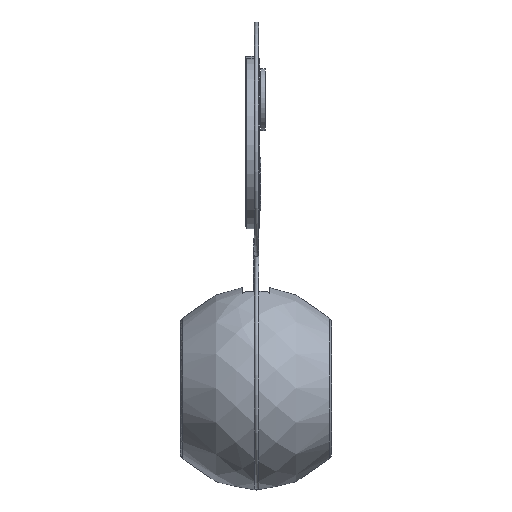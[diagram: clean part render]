
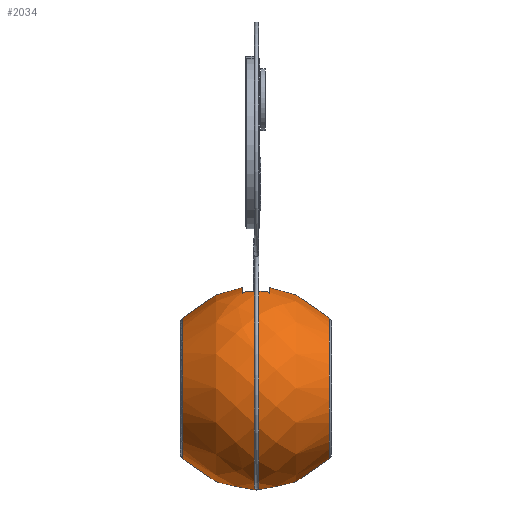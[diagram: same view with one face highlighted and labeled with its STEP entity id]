
A CAD part, top view. The second image highlights one B-rep face of the part: STEP entity #2034.
In plain terms, the highlighted free-form (B-spline) face has degree [2, 2] with [5, 9] control points.
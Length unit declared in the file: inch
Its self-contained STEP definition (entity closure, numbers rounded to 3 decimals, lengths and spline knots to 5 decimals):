
#14=(
BOUNDED_SURFACE()
B_SPLINE_SURFACE(2,2,((#3910,#3911,#3912,#3913,#3914,#3915,#3916,#3917,
#3918),(#3919,#3920,#3921,#3922,#3923,#3924,#3925,#3926,#3927),(#3928,#3929,
#3930,#3931,#3932,#3933,#3934,#3935,#3936),(#3937,#3938,#3939,#3940,#3941,
#3942,#3943,#3944,#3945),(#3946,#3947,#3948,#3949,#3950,#3951,#3952,#3953,
#3954)),.UNSPECIFIED.,.F.,.T.,.F.)
B_SPLINE_SURFACE_WITH_KNOTS((3,2,3),(3,2,2,2,3),(-0.80857,0.,
0.80857),(0.,1.5708,3.14159,4.71239,
6.28319),.UNSPECIFIED.)
GEOMETRIC_REPRESENTATION_ITEM()
RATIONAL_B_SPLINE_SURFACE(((1.,0.707,1.,0.707,1.,
0.707,1.,0.707,1.),(0.919,0.65,
0.919,0.65,0.919,0.65,
0.919,0.65,0.919),(1.,0.707,
1.,0.707,1.,0.707,1.,0.707,1.),(0.919,
0.65,0.919,0.65,0.919,
0.65,0.919,0.65,0.919),
(1.,0.707,1.,0.707,1.,0.707,1.,0.707,
1.)))
REPRESENTATION_ITEM('')
SURFACE()
);
#80=ELLIPSE('',#2424,2.3555,2.35251);
#112=B_SPLINE_CURVE_WITH_KNOTS('',3,(#3960,#3961,#3962,#3963),
 .UNSPECIFIED.,.F.,.F.,(4,4),(0.05056,1.68506),
 .UNSPECIFIED.);
#113=B_SPLINE_CURVE_WITH_KNOTS('',3,(#3965,#3966,#3967,#3968,#3969,#3970),
 .UNSPECIFIED.,.F.,.F.,(4,2,4),(0.0525,1.86209,3.67168),
 .UNSPECIFIED.);
#114=B_SPLINE_CURVE_WITH_KNOTS('',3,(#3972,#3973,#3974,#3975),
 .UNSPECIFIED.,.F.,.F.,(4,4),(0.05056,1.68506),
 .UNSPECIFIED.);
#115=B_SPLINE_CURVE_WITH_KNOTS('',3,(#3976,#3977,#3978,#3979,#3980,#3981),
 .UNSPECIFIED.,.F.,.F.,(4,2,4),(0.0525,1.86209,3.67168),
 .UNSPECIFIED.);
#186=FACE_BOUND('',#465,.T.);
#331=FACE_OUTER_BOUND('',#464,.T.);
#464=EDGE_LOOP('',(#1730,#1731,#1732,#1733));
#465=EDGE_LOOP('',(#1734,#1735,#1736,#1737));
#819=CIRCLE('',#2420,1.62656);
#823=CIRCLE('',#2425,1.62656);
#995=VERTEX_POINT('',#3903);
#998=VERTEX_POINT('',#3955);
#999=VERTEX_POINT('',#3958);
#1000=VERTEX_POINT('',#3959);
#1001=VERTEX_POINT('',#3964);
#1002=VERTEX_POINT('',#3971);
#1252=EDGE_CURVE('',#995,#995,#819,.T.);
#1256=EDGE_CURVE('',#998,#995,#80,.T.);
#1257=EDGE_CURVE('',#998,#998,#823,.T.);
#1258=EDGE_CURVE('',#999,#1000,#112,.T.);
#1259=EDGE_CURVE('',#1001,#999,#113,.T.);
#1260=EDGE_CURVE('',#1002,#1001,#114,.T.);
#1261=EDGE_CURVE('',#1000,#1002,#115,.T.);
#1730=ORIENTED_EDGE('',*,*,#1256,.F.);
#1731=ORIENTED_EDGE('',*,*,#1257,.T.);
#1732=ORIENTED_EDGE('',*,*,#1256,.T.);
#1733=ORIENTED_EDGE('',*,*,#1252,.F.);
#1734=ORIENTED_EDGE('',*,*,#1258,.F.);
#1735=ORIENTED_EDGE('',*,*,#1259,.F.);
#1736=ORIENTED_EDGE('',*,*,#1260,.F.);
#1737=ORIENTED_EDGE('',*,*,#1261,.F.);
#2034=ADVANCED_FACE('',(#331,#186),#14,.F.);
#2420=AXIS2_PLACEMENT_3D('',#3904,#2977,#2978);
#2424=AXIS2_PLACEMENT_3D('',#3956,#2985,#2986);
#2425=AXIS2_PLACEMENT_3D('',#3957,#2987,#2988);
#2977=DIRECTION('center_axis',(-1.,0.,0.));
#2978=DIRECTION('ref_axis',(0.,0.,1.));
#2985=DIRECTION('center_axis',(0.,1.,0.));
#2986=DIRECTION('ref_axis',(0.,0.,-1.));
#2987=DIRECTION('center_axis',(-1.,0.,0.));
#2988=DIRECTION('ref_axis',(0.,0.,1.));
#3903=CARTESIAN_POINT('',(-1.70156,0.,-1.62656));
#3904=CARTESIAN_POINT('Origin',(-1.70156,0.,0.));
#3910=CARTESIAN_POINT('Ctrl Pts',(1.70156,0.,-1.62656));
#3911=CARTESIAN_POINT('Ctrl Pts',(1.70156,-1.62656,-1.62656));
#3912=CARTESIAN_POINT('Ctrl Pts',(1.70156,-1.62656,0.));
#3913=CARTESIAN_POINT('Ctrl Pts',(1.70156,-1.62656,1.62656));
#3914=CARTESIAN_POINT('Ctrl Pts',(1.70156,0.,1.62656));
#3915=CARTESIAN_POINT('Ctrl Pts',(1.70156,1.62656,1.62656));
#3916=CARTESIAN_POINT('Ctrl Pts',(1.70156,1.62656,0.));
#3917=CARTESIAN_POINT('Ctrl Pts',(1.70156,1.62656,-1.62656));
#3918=CARTESIAN_POINT('Ctrl Pts',(1.70156,0.,-1.62656));
#3919=CARTESIAN_POINT('Ctrl Pts',(1.00652,0.,-2.3555));
#3920=CARTESIAN_POINT('Ctrl Pts',(1.00652,-2.3555,-2.3555));
#3921=CARTESIAN_POINT('Ctrl Pts',(1.00652,-2.3555,0.));
#3922=CARTESIAN_POINT('Ctrl Pts',(1.00652,-2.3555,2.3555));
#3923=CARTESIAN_POINT('Ctrl Pts',(1.00652,0.,2.3555));
#3924=CARTESIAN_POINT('Ctrl Pts',(1.00652,2.3555,2.3555));
#3925=CARTESIAN_POINT('Ctrl Pts',(1.00652,2.3555,0.));
#3926=CARTESIAN_POINT('Ctrl Pts',(1.00652,2.3555,-2.3555));
#3927=CARTESIAN_POINT('Ctrl Pts',(1.00652,0.,-2.3555));
#3928=CARTESIAN_POINT('Ctrl Pts',(0.,0.,-2.3555));
#3929=CARTESIAN_POINT('Ctrl Pts',(0.,-2.3555,-2.3555));
#3930=CARTESIAN_POINT('Ctrl Pts',(0.,-2.3555,0.));
#3931=CARTESIAN_POINT('Ctrl Pts',(0.,-2.3555,2.3555));
#3932=CARTESIAN_POINT('Ctrl Pts',(0.,0.,2.3555));
#3933=CARTESIAN_POINT('Ctrl Pts',(0.,2.3555,2.3555));
#3934=CARTESIAN_POINT('Ctrl Pts',(0.,2.3555,0.));
#3935=CARTESIAN_POINT('Ctrl Pts',(0.,2.3555,-2.3555));
#3936=CARTESIAN_POINT('Ctrl Pts',(0.,0.,-2.3555));
#3937=CARTESIAN_POINT('Ctrl Pts',(-1.00652,0.,-2.3555));
#3938=CARTESIAN_POINT('Ctrl Pts',(-1.00652,-2.3555,-2.3555));
#3939=CARTESIAN_POINT('Ctrl Pts',(-1.00652,-2.3555,0.));
#3940=CARTESIAN_POINT('Ctrl Pts',(-1.00652,-2.3555,2.3555));
#3941=CARTESIAN_POINT('Ctrl Pts',(-1.00652,0.,2.3555));
#3942=CARTESIAN_POINT('Ctrl Pts',(-1.00652,2.3555,2.3555));
#3943=CARTESIAN_POINT('Ctrl Pts',(-1.00652,2.3555,0.));
#3944=CARTESIAN_POINT('Ctrl Pts',(-1.00652,2.3555,-2.3555));
#3945=CARTESIAN_POINT('Ctrl Pts',(-1.00652,0.,-2.3555));
#3946=CARTESIAN_POINT('Ctrl Pts',(-1.70156,0.,-1.62656));
#3947=CARTESIAN_POINT('Ctrl Pts',(-1.70156,-1.62656,-1.62656));
#3948=CARTESIAN_POINT('Ctrl Pts',(-1.70156,-1.62656,0.));
#3949=CARTESIAN_POINT('Ctrl Pts',(-1.70156,-1.62656,1.62656));
#3950=CARTESIAN_POINT('Ctrl Pts',(-1.70156,0.,1.62656));
#3951=CARTESIAN_POINT('Ctrl Pts',(-1.70156,1.62656,1.62656));
#3952=CARTESIAN_POINT('Ctrl Pts',(-1.70156,1.62656,0.));
#3953=CARTESIAN_POINT('Ctrl Pts',(-1.70156,1.62656,-1.62656));
#3954=CARTESIAN_POINT('Ctrl Pts',(-1.70156,0.,-1.62656));
#3955=CARTESIAN_POINT('',(1.70156,0.,-1.62656));
#3956=CARTESIAN_POINT('Origin',(0.,0.,0.));
#3957=CARTESIAN_POINT('Origin',(1.70156,0.,0.));
#3958=CARTESIAN_POINT('',(-0.32,2.22614,0.7));
#3959=CARTESIAN_POINT('',(0.32,2.22614,0.7));
#3960=CARTESIAN_POINT('Ctrl Pts',(-0.32,2.22614,0.7));
#3961=CARTESIAN_POINT('Ctrl Pts',(-0.10776,2.25673,0.7));
#3962=CARTESIAN_POINT('Ctrl Pts',(0.10776,2.25673,0.7));
#3963=CARTESIAN_POINT('Ctrl Pts',(0.32,2.22614,0.7));
#3964=CARTESIAN_POINT('',(-0.32,2.22614,-0.7));
#3965=CARTESIAN_POINT('Ctrl Pts',(-0.32,2.22614,-0.7));
#3966=CARTESIAN_POINT('Ctrl Pts',(-0.32,2.29736,-0.47353));
#3967=CARTESIAN_POINT('Ctrl Pts',(-0.32,2.33361,-0.23748));
#3968=CARTESIAN_POINT('Ctrl Pts',(-0.32,2.33361,0.23748));
#3969=CARTESIAN_POINT('Ctrl Pts',(-0.32,2.29736,0.47353));
#3970=CARTESIAN_POINT('Ctrl Pts',(-0.32,2.22614,0.7));
#3971=CARTESIAN_POINT('',(0.32,2.22614,-0.7));
#3972=CARTESIAN_POINT('Ctrl Pts',(0.32,2.22614,-0.7));
#3973=CARTESIAN_POINT('Ctrl Pts',(0.10776,2.25673,-0.7));
#3974=CARTESIAN_POINT('Ctrl Pts',(-0.10776,2.25673,-0.7));
#3975=CARTESIAN_POINT('Ctrl Pts',(-0.32,2.22614,-0.7));
#3976=CARTESIAN_POINT('Ctrl Pts',(0.32,2.22614,0.7));
#3977=CARTESIAN_POINT('Ctrl Pts',(0.32,2.29736,0.47353));
#3978=CARTESIAN_POINT('Ctrl Pts',(0.32,2.33361,0.23748));
#3979=CARTESIAN_POINT('Ctrl Pts',(0.32,2.33361,-0.23748));
#3980=CARTESIAN_POINT('Ctrl Pts',(0.32,2.29736,-0.47353));
#3981=CARTESIAN_POINT('Ctrl Pts',(0.32,2.22614,-0.7));
